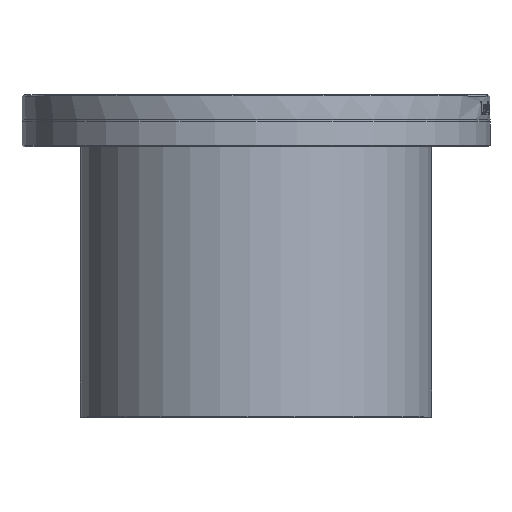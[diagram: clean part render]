
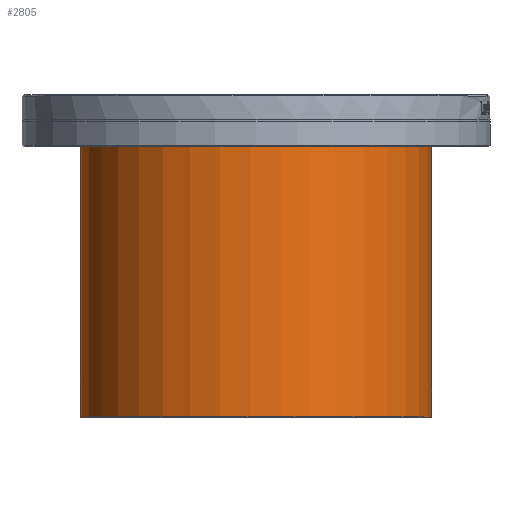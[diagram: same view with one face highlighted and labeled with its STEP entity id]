
A CAD part, top view. The second image highlights one B-rep face of the part: STEP entity #2805.
In plain terms, the highlighted cylindrical face has radius 76.2 mm (diameter 152.4 mm), a full revolution.
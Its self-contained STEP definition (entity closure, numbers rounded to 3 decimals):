
#436=CYLINDRICAL_SURFACE('',#3142,76.2);
#595=FACE_BOUND('',#1063,.T.);
#768=FACE_OUTER_BOUND('',#1062,.T.);
#1062=EDGE_LOOP('',(#2584));
#1063=EDGE_LOOP('',(#2585));
#1225=CIRCLE('',#3143,76.2);
#1226=CIRCLE('',#3144,76.2);
#1499=VERTEX_POINT('',#16655);
#1500=VERTEX_POINT('',#16657);
#1862=EDGE_CURVE('',#1499,#1499,#1225,.T.);
#1863=EDGE_CURVE('',#1500,#1500,#1226,.T.);
#2584=ORIENTED_EDGE('',*,*,#1862,.F.);
#2585=ORIENTED_EDGE('',*,*,#1863,.F.);
#2805=ADVANCED_FACE('',(#768,#595),#436,.T.);
#3142=AXIS2_PLACEMENT_3D('',#16654,#3818,#3819);
#3143=AXIS2_PLACEMENT_3D('',#16656,#3820,#3821);
#3144=AXIS2_PLACEMENT_3D('',#16658,#3822,#3823);
#3818=DIRECTION('center_axis',(0.,0.,1.));
#3819=DIRECTION('ref_axis',(-1.,0.,0.));
#3820=DIRECTION('center_axis',(0.,0.,1.));
#3821=DIRECTION('ref_axis',(-1.,0.,0.));
#3822=DIRECTION('center_axis',(0.,0.,-1.));
#3823=DIRECTION('ref_axis',(-1.,0.,0.));
#16654=CARTESIAN_POINT('Origin',(0.,0.,0.));
#16655=CARTESIAN_POINT('',(76.2,0.,127.));
#16656=CARTESIAN_POINT('Origin',(0.,0.,127.));
#16657=CARTESIAN_POINT('',(76.2,0.,0.));
#16658=CARTESIAN_POINT('Origin',(0.,0.,0.));
